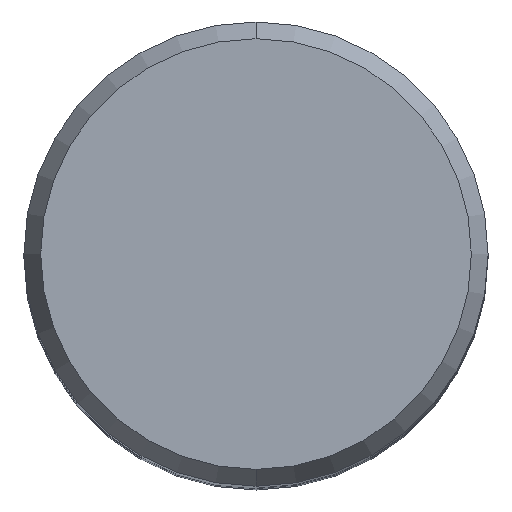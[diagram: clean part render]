
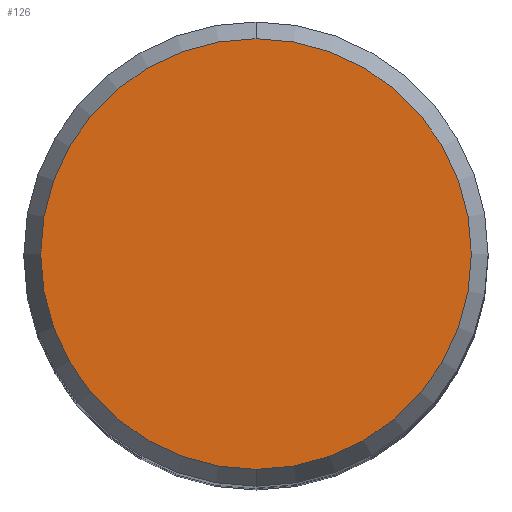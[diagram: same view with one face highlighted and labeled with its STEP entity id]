
A CAD part, top view. The second image highlights one B-rep face of the part: STEP entity #126.
In plain terms, the highlighted planar face has unit normal (0, 0, 1).
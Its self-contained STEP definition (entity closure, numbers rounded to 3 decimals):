
#100=VERTEX_POINT('',#224);
#126=ADVANCED_FACE('',(#253),#254,.T.);
#142=EDGE_CURVE('',#100,#166,#273,.T.);
#166=VERTEX_POINT('',#300);
#178=EDGE_CURVE('',#166,#100,#312,.T.);
#224=CARTESIAN_POINT('',(0.0,8.837,0.01));
#253=FACE_OUTER_BOUND('',#388,.T.);
#254=PLANE('',#389);
#273=CIRCLE('',#413,8.837);
#300=CARTESIAN_POINT('',(0.,-8.837,0.01));
#312=CIRCLE('',#466,8.837);
#388=EDGE_LOOP('',(#540,#541));
#389=AXIS2_PLACEMENT_3D('',#542,#543,#544);
#413=AXIS2_PLACEMENT_3D('',#568,#569,#570);
#466=AXIS2_PLACEMENT_3D('',#612,#613,#614);
#540=ORIENTED_EDGE('',*,*,#142,.F.);
#541=ORIENTED_EDGE('',*,*,#178,.F.);
#542=CARTESIAN_POINT('',(0.0,4.419,0.01));
#543=DIRECTION('',(-0.0,0.0,1.0));
#544=DIRECTION('',(0.0,-1.0,0.0));
#568=CARTESIAN_POINT('',(0.0,0.0,0.01));
#569=DIRECTION('',(0.0,0.0,-1.0));
#570=DIRECTION('',(0.0,1.0,0.0));
#612=CARTESIAN_POINT('',(0.0,0.0,0.01));
#613=DIRECTION('',(0.0,0.0,-1.0));
#614=DIRECTION('',(0.0,1.0,0.0));
